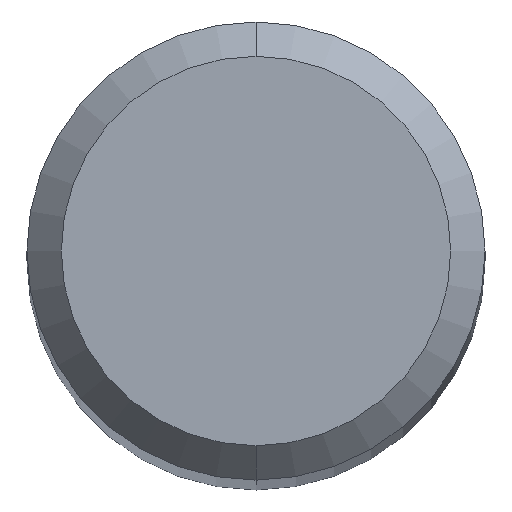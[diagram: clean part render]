
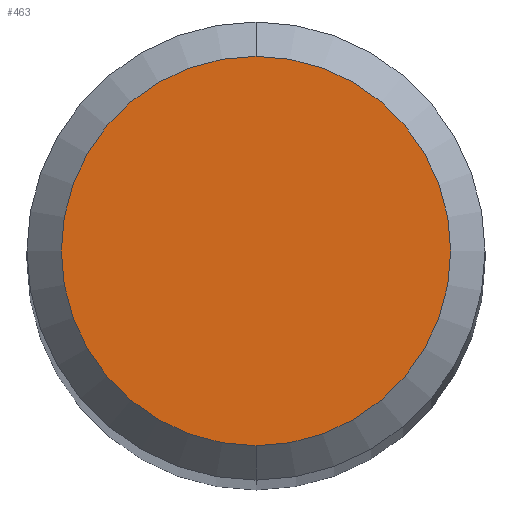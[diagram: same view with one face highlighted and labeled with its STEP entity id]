
A CAD part, top view. The second image highlights one B-rep face of the part: STEP entity #463.
In plain terms, the highlighted planar face has unit normal (0, 0, 1).
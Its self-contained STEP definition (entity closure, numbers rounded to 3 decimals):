
#431=EDGE_CURVE('',#613,#483,#1053,.T.);
#463=ADVANCED_FACE('',(#1087),#1088,.T.);
#483=VERTEX_POINT('',#1109);
#573=EDGE_CURVE('',#483,#613,#1205,.T.);
#613=VERTEX_POINT('',#1248);
#1053=CIRCLE('',#2597,1.7);
#1087=FACE_OUTER_BOUND('',#2669,.T.);
#1088=PLANE('',#2670);
#1109=CARTESIAN_POINT('',(0.,-1.7,0.0));
#1205=CIRCLE('',#3655,1.7);
#1248=CARTESIAN_POINT('',(0.0,1.7,0.0));
#2597=AXIS2_PLACEMENT_3D('',#6321,#6322,#6323);
#2669=EDGE_LOOP('',(#6352,#6353));
#2670=AXIS2_PLACEMENT_3D('',#6354,#6355,#6356);
#3655=AXIS2_PLACEMENT_3D('',#6458,#6459,#6460);
#6321=CARTESIAN_POINT('',(0.0,0.0,0.0));
#6322=DIRECTION('',(0.0,0.0,-1.0));
#6323=DIRECTION('',(0.0,1.0,0.0));
#6352=ORIENTED_EDGE('',*,*,#431,.F.);
#6353=ORIENTED_EDGE('',*,*,#573,.F.);
#6354=CARTESIAN_POINT('',(0.0,0.85,0.0));
#6355=DIRECTION('',(-0.0,0.0,1.0));
#6356=DIRECTION('',(0.0,-1.0,0.0));
#6458=CARTESIAN_POINT('',(0.0,0.0,0.0));
#6459=DIRECTION('',(0.0,0.0,-1.0));
#6460=DIRECTION('',(0.0,1.0,0.0));
